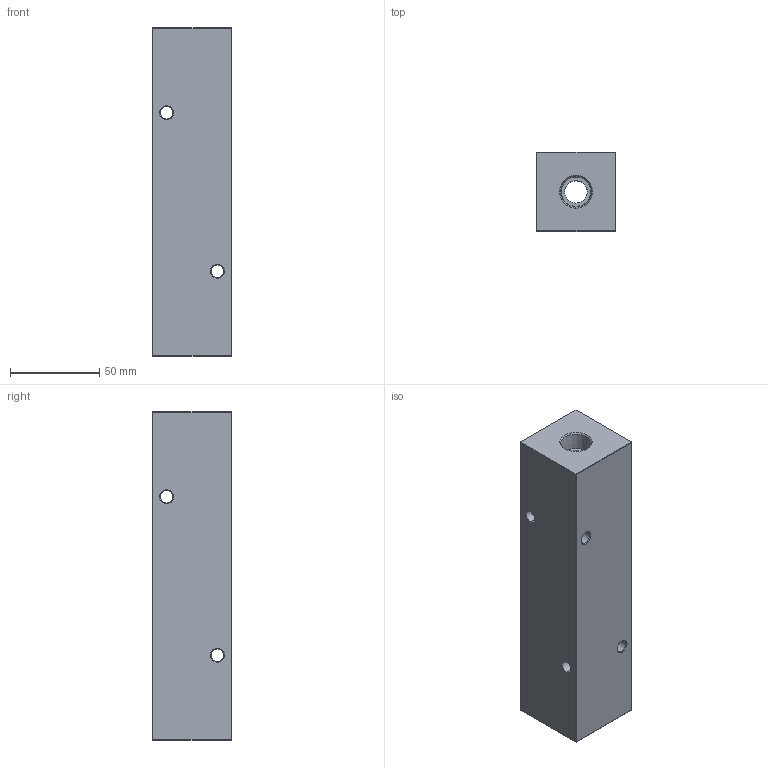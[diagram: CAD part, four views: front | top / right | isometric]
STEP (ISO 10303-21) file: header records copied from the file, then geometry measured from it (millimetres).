
FILE_DESCRIPTION (( 'STEP AP203' ), '1' );
FILE_NAME ('HM-4-90-P-6-6.STEP', '2020-10-30T13:15:01', ( '' ), ( '' ), 'SwSTEP 2.0', 'SolidWorks 2019', '' );
FILE_SCHEMA (( 'CONFIG_CONTROL_DESIGN' ));
Length unit declared in the file: inch
Products named in the file (1): HM-4-90-P-6-6
Bounding box: 44.45 x 44.45 x 184.15 mm (x, y, z)
Volume: 305700.1 mm3; surface area: 52104.9 mm2
Topology: 1 solids, 1 shells, 532 faces, 1387 edges, 902 vertices
Faces by surface type: plane 268, bspline 186, cone 40, cylinder 38
Entity records: 25622 total; most frequent: CARTESIAN_POINT 13712, ORIENTED_EDGE 2774, DIRECTION 1801, EDGE_CURVE 1387, VERTEX_POINT 902, VECTOR 843, LINE 843, EDGE_LOOP 607
